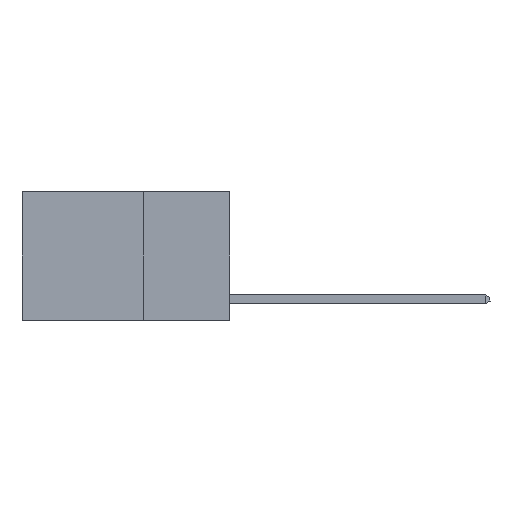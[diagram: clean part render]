
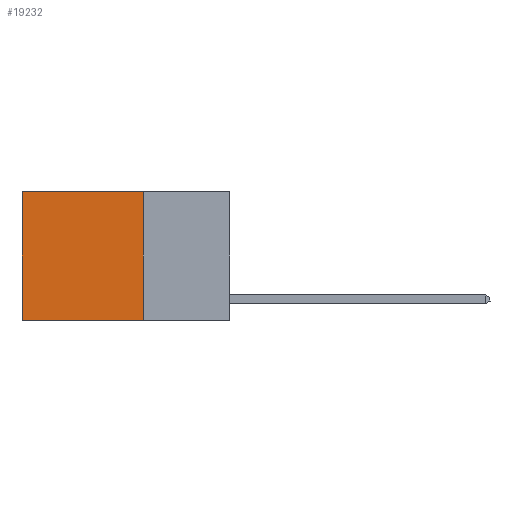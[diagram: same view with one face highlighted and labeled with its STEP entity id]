
A CAD part, left-side view. The second image highlights one B-rep face of the part: STEP entity #19232.
In plain terms, the highlighted planar face has unit normal (-1, 0, 0).
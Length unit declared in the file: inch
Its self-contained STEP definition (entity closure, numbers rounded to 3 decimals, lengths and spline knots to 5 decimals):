
#776 = ORIENTED_EDGE ( 'NONE', *, *, #6161, .F. ) ;
#928 = VECTOR ( 'NONE', #13001, 39.37008 ) ;
#1575 = EDGE_LOOP ( 'NONE', ( #8227, #23691, #776, #14748 ) ) ;
#1588 = LINE ( 'NONE', #17175, #928 ) ;
#3237 = VECTOR ( 'NONE', #9977, 39.37008 ) ;
#3632 = LINE ( 'NONE', #16425, #25824 ) ;
#3913 = DIRECTION ( 'NONE',  ( 0., 1., 0. ) ) ;
#6161 = EDGE_CURVE ( 'NONE', #8697, #6867, #20960, .T. ) ;
#6732 = DIRECTION ( 'NONE',  ( 0., 0., -1. ) ) ;
#6867 = VERTEX_POINT ( 'NONE', #26512 ) ;
#7135 = VERTEX_POINT ( 'NONE', #21253 ) ;
#7388 = AXIS2_PLACEMENT_3D ( 'NONE', #17041, #19271, #6732 ) ;
#7501 = LINE ( 'NONE', #22499, #3237 ) ;
#7600 = CARTESIAN_POINT ( 'NONE',  ( 0.2625, 0.25, 0. ) ) ;
#7960 = CARTESIAN_POINT ( 'NONE',  ( 0.2625, 0.25, 0. ) ) ;
#8227 = ORIENTED_EDGE ( 'NONE', *, *, #16276, .T. ) ;
#8697 = VERTEX_POINT ( 'NONE', #7960 ) ;
#9339 = VERTEX_POINT ( 'NONE', #10026 ) ;
#9977 = DIRECTION ( 'NONE',  ( 0., 1., 0. ) ) ;
#10026 = CARTESIAN_POINT ( 'NONE',  ( 0.2625, 0.6, 0. ) ) ;
#13001 = DIRECTION ( 'NONE',  ( 0., 0., -1. ) ) ;
#14748 = ORIENTED_EDGE ( 'NONE', *, *, #14898, .T. ) ;
#14898 = EDGE_CURVE ( 'NONE', #8697, #9339, #3632, .T. ) ;
#15403 = VECTOR ( 'NONE', #18009, 39.37008 ) ;
#16276 = EDGE_CURVE ( 'NONE', #9339, #7135, #1588, .T. ) ;
#16425 = CARTESIAN_POINT ( 'NONE',  ( 0.2625, 0.25, 0. ) ) ;
#17041 = CARTESIAN_POINT ( 'NONE',  ( 0.2625, 0.25, 0. ) ) ;
#17133 = PLANE ( 'NONE',  #7388 ) ;
#17175 = CARTESIAN_POINT ( 'NONE',  ( 0.2625, 0.6, 0. ) ) ;
#18009 = DIRECTION ( 'NONE',  ( 0., 0., -1. ) ) ;
#19232 = ADVANCED_FACE ( 'NONE', ( #21778 ), #17133, .F. ) ;
#19271 = DIRECTION ( 'NONE',  ( 1., 0., 0. ) ) ;
#20960 = LINE ( 'NONE', #7600, #15403 ) ;
#21253 = CARTESIAN_POINT ( 'NONE',  ( 0.2625, 0.6, -0.37 ) ) ;
#21778 = FACE_OUTER_BOUND ( 'NONE', #1575, .T. ) ;
#22499 = CARTESIAN_POINT ( 'NONE',  ( 0.2625, 0.25, -0.37 ) ) ;
#23691 = ORIENTED_EDGE ( 'NONE', *, *, #23993, .F. ) ;
#23993 = EDGE_CURVE ( 'NONE', #6867, #7135, #7501, .T. ) ;
#25824 = VECTOR ( 'NONE', #3913, 39.37008 ) ;
#26512 = CARTESIAN_POINT ( 'NONE',  ( 0.2625, 0.25, -0.37 ) ) ;
